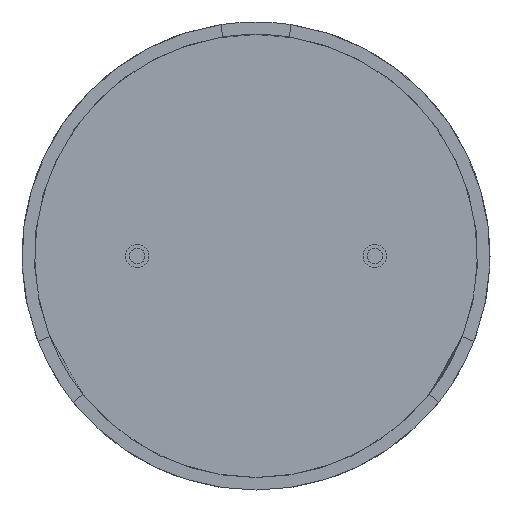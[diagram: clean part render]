
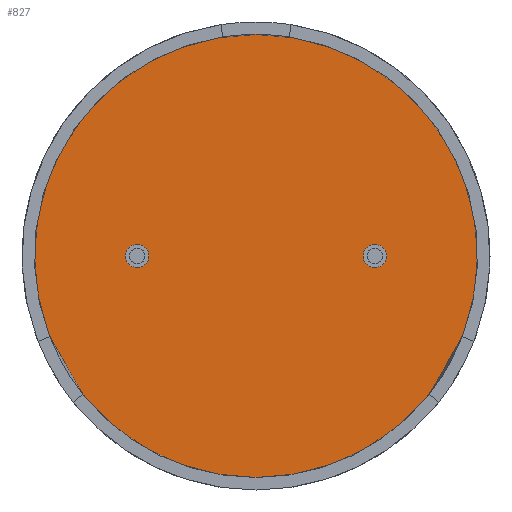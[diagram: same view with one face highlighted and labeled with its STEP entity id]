
A CAD part, front view. The second image highlights one B-rep face of the part: STEP entity #827.
In plain terms, the highlighted planar face has unit normal (0, -1, 0).
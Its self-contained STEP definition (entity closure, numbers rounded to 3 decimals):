
#210 = VERTEX_POINT('',#211);
#211 = CARTESIAN_POINT('',(0.,-5.8,14.2));
#217 = EDGE_CURVE('',#210,#218,#220,.T.);
#218 = VERTEX_POINT('',#219);
#219 = CARTESIAN_POINT('',(0.,-5.8,-14.2));
#220 = CIRCLE('',#221,14.2);
#221 = AXIS2_PLACEMENT_3D('',#222,#223,#224);
#222 = CARTESIAN_POINT('',(0.,-5.8,0.));
#223 = DIRECTION('',(0.,-1.,0.));
#224 = DIRECTION('',(0.,0.,-1.));
#261 = VERTEX_POINT('',#262);
#262 = CARTESIAN_POINT('',(-7.62,-5.8,-0.75));
#268 = EDGE_CURVE('',#261,#269,#271,.T.);
#269 = VERTEX_POINT('',#270);
#270 = CARTESIAN_POINT('',(-7.62,-5.8,0.75));
#271 = CIRCLE('',#272,0.75);
#272 = AXIS2_PLACEMENT_3D('',#273,#274,#275);
#273 = CARTESIAN_POINT('',(-7.62,-5.8,0.));
#274 = DIRECTION('',(0.,-1.,0.));
#275 = DIRECTION('',(0.,0.,-1.));
#345 = VERTEX_POINT('',#346);
#346 = CARTESIAN_POINT('',(7.62,-5.8,-0.75));
#352 = EDGE_CURVE('',#345,#353,#355,.T.);
#353 = VERTEX_POINT('',#354);
#354 = CARTESIAN_POINT('',(7.62,-5.8,0.75));
#355 = CIRCLE('',#356,0.75);
#356 = AXIS2_PLACEMENT_3D('',#357,#358,#359);
#357 = CARTESIAN_POINT('',(7.62,-5.8,0.));
#358 = DIRECTION('',(0.,-1.,0.));
#359 = DIRECTION('',(0.,0.,-1.));
#508 = EDGE_CURVE('',#353,#345,#509,.T.);
#509 = CIRCLE('',#510,0.75);
#510 = AXIS2_PLACEMENT_3D('',#511,#512,#513);
#511 = CARTESIAN_POINT('',(7.62,-5.8,0.));
#512 = DIRECTION('',(0.,-1.,0.));
#513 = DIRECTION('',(0.,0.,-1.));
#556 = EDGE_CURVE('',#269,#261,#557,.T.);
#557 = CIRCLE('',#558,0.75);
#558 = AXIS2_PLACEMENT_3D('',#559,#560,#561);
#559 = CARTESIAN_POINT('',(-7.62,-5.8,0.));
#560 = DIRECTION('',(0.,-1.,0.));
#561 = DIRECTION('',(0.,0.,-1.));
#571 = EDGE_CURVE('',#218,#210,#572,.T.);
#572 = CIRCLE('',#573,14.2);
#573 = AXIS2_PLACEMENT_3D('',#574,#575,#576);
#574 = CARTESIAN_POINT('',(0.,-5.8,0.));
#575 = DIRECTION('',(0.,-1.,0.));
#576 = DIRECTION('',(0.,0.,-1.));
#827 = ADVANCED_FACE('',(#828,#832,#836),#840,.T.);
#828 = FACE_BOUND('',#829,.T.);
#829 = EDGE_LOOP('',(#830,#831));
#830 = ORIENTED_EDGE('',*,*,#508,.F.);
#831 = ORIENTED_EDGE('',*,*,#352,.F.);
#832 = FACE_BOUND('',#833,.T.);
#833 = EDGE_LOOP('',(#834,#835));
#834 = ORIENTED_EDGE('',*,*,#556,.F.);
#835 = ORIENTED_EDGE('',*,*,#268,.F.);
#836 = FACE_BOUND('',#837,.T.);
#837 = EDGE_LOOP('',(#838,#839));
#838 = ORIENTED_EDGE('',*,*,#217,.T.);
#839 = ORIENTED_EDGE('',*,*,#571,.T.);
#840 = PLANE('',#841);
#841 = AXIS2_PLACEMENT_3D('',#842,#843,#844);
#842 = CARTESIAN_POINT('',(0.,-5.8,0.));
#843 = DIRECTION('',(0.,-1.,0.));
#844 = DIRECTION('',(1.,0.,0.));
